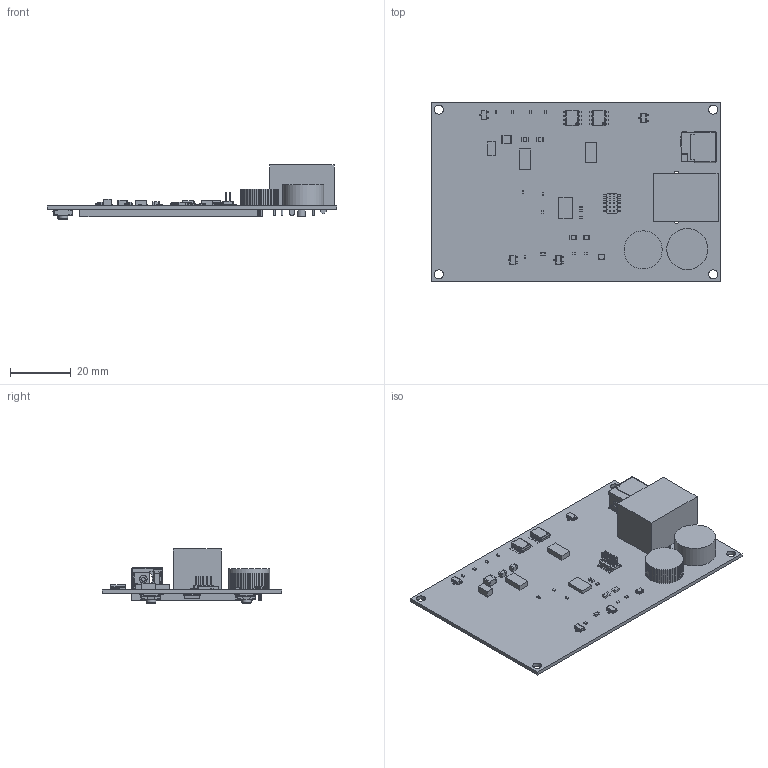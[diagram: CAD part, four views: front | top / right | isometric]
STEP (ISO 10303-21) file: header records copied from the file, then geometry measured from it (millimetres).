
FILE_DESCRIPTION(('Open CASCADE Model'),'2;1');
FILE_NAME('Open CASCADE Shape Model','2020-04-02T18:19:55',('Author'),( 'Open CASCADE'),'Open CASCADE STEP processor 6.8','Open CASCADE 6.8' ,'Unknown');
FILE_SCHEMA(('AUTOMOTIVE_DESIGN { 1 0 10303 214 1 1 1 1 }'));
Length unit declared in the file: millimetre
Products named in the file (102): PCB; Board; Open CASCADE STEP translator 6.8 3.1.1; J?; CUI_PJ-051AH; U6; 7609251088; Open_CASCADE_STEP_translator_6.8_5.1; Body; Open_CASCADE_STEP_translator_6.8_5.2.1; Leader; U5; R14; 6633498608; Extruded; 6633498368; R13; R12; R11; Q4; 6640514720; Open_CASCADE_STEP_translator_6.8_5.1.1; Q3; C6; 8068130160; Cylinder; R10; R9; 6633500368; 6633500128; R3; Q2; Q1; L1; FNR201610S_(estimate)_v2; J2; 59??8P8C???_RJ45??_???_??_?21.5mm_RJ45????_v2; C5; 6633499248; 6633498848 ...
Assembly tree (160 placements, depth 5):
  PCB
    Board
      Open CASCADE STEP translator 6.8 3.1.1
    J?
      CUI_PJ-051AH
    U6
      7609251088
        Open_CASCADE_STEP_translator_6.8_5.1
        Body
          Open_CASCADE_STEP_translator_6.8_5.2.1
        Leader  x8
    U5
      7609251088
        Open_CASCADE_STEP_translator_6.8_5.1
        Body
          Open_CASCADE_STEP_translator_6.8_5.2.1
        Leader  x8
    R14
      6633498608  x2
        Extruded
      6633498368
        Extruded
    R13
      6633498608  x2
        Extruded
      6633498368
        Extruded
    R12
      6633498608  x2
        Extruded
      6633498368
        Extruded
    R11
      6633498608  x2
        Extruded
      6633498368
        Extruded
    Q4
      6640514720
        Body
          Open_CASCADE_STEP_translator_6.8_5.1.1
        Leader  x3
    Q3
      6640514720
        Body
          Open_CASCADE_STEP_translator_6.8_5.1.1
        Leader  x3
    C6
      8068130160
        Cylinder
    R10
      6633498608  x2
        Extruded
      6633498368
        Extruded
    R9
      6633500368  x2
        Extruded
      6633500128
        Extruded
Bounding box: 95 x 59 x 17.73 mm (x, y, z)
Volume: 17215.8 mm3; surface area: 23472.5 mm2
Topology: 126 solids, 128 shells, 2379 faces, 5444 edges, 3296 vertices
Faces by surface type: plane 1784, cylinder 479, bspline 57, sphere 54, torus 4, cone 1
Full cylindrical faces by diameter (mm): 0.512 x2, 0.6 x12, 0.85 x2, 1.1 x12, 1.3 x2, 1.7 x2, 2.5 x2, 3 x7, 3.15 x2, 3.2 x2, 13.45 x1
Entity records: 38080 total; most frequent: CARTESIAN_POINT 7447, DIRECTION 5573, ORIENTED_EDGE 5489, EDGE_CURVE 2745, LINE 2273, VECTOR 2273, VERTEX_POINT 1757, AXIS2_PLACEMENT_3D 1650
